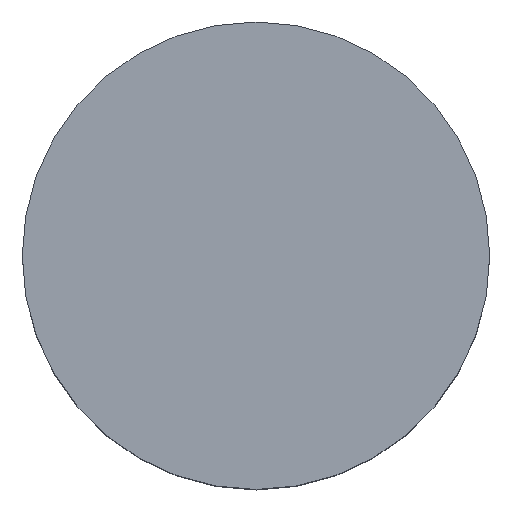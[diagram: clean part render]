
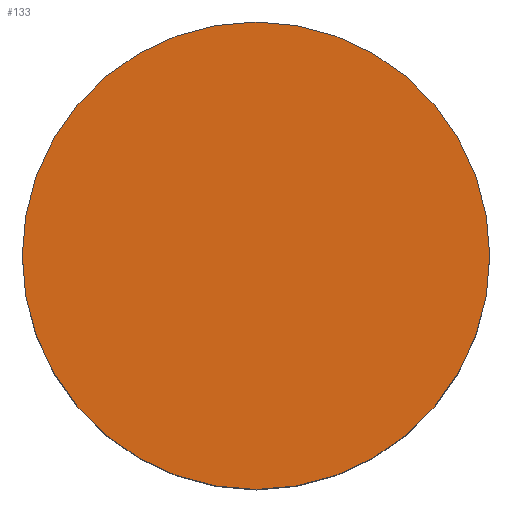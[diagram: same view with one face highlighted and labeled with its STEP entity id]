
A CAD part, top view. The second image highlights one B-rep face of the part: STEP entity #133.
In plain terms, the highlighted face is planar.
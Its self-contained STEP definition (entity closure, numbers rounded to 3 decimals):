
#133 = ADVANCED_FACE( '', ( #254 ), #255, .F. );
#254 = FACE_OUTER_BOUND( '', #367, .T. );
#255 = PLANE( '', #368 );
#367 = EDGE_LOOP( '', ( #547 ) );
#368 = AXIS2_PLACEMENT_3D( '', #548, #549, #550 );
#547 = ORIENTED_EDGE( '', *, *, #632, .T. );
#548 = CARTESIAN_POINT( '', ( 2.5, 12.85, 0. ) );
#549 = DIRECTION( '', ( -1., 0., 0. ) );
#550 = DIRECTION( '', ( 0., 0., 1. ) );
#632 = EDGE_CURVE( '', #719, #719, #720, .T. );
#719 = VERTEX_POINT( '', #839 );
#720 = CIRCLE( '', #840, 12.85 );
#839 = CARTESIAN_POINT( '', ( 2.5, 0., -12.85 ) );
#840 = AXIS2_PLACEMENT_3D( '', #989, #990, #991 );
#989 = CARTESIAN_POINT( '', ( 2.5, 0., 0. ) );
#990 = DIRECTION( '', ( 1., 0., 0. ) );
#991 = DIRECTION( '', ( 0., 0., -1. ) );
